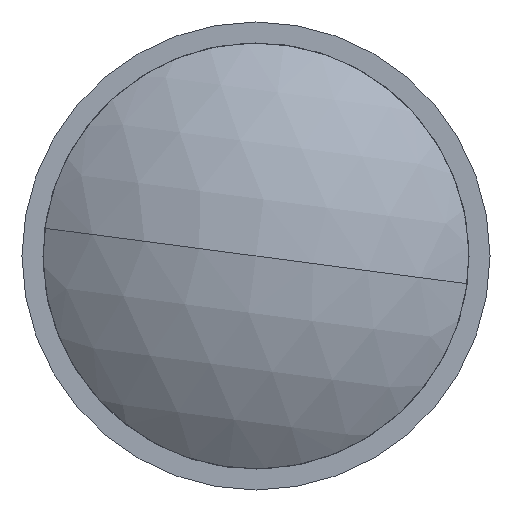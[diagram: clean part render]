
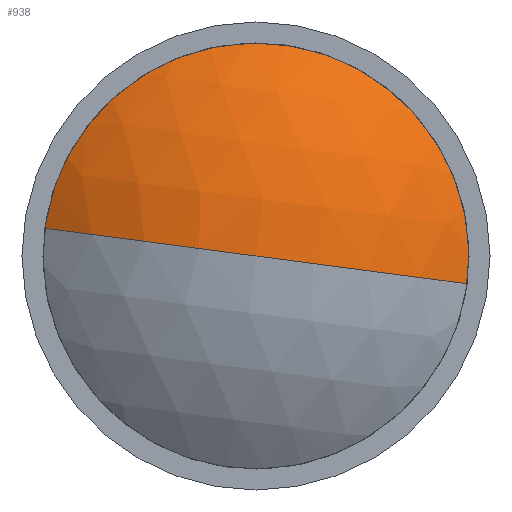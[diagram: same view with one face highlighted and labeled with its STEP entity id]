
A CAD part, left-side view. The second image highlights one B-rep face of the part: STEP entity #938.
In plain terms, the highlighted spherical face has radius 60.937 mm.
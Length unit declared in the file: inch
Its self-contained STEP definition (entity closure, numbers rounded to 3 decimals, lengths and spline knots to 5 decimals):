
#11 = VERTEX_POINT ( 'NONE', #16182 ) ;
#563 = EDGE_CURVE ( 'NONE', #7840, #5447, #21905, .T. ) ;
#938 = ADVANCED_FACE ( 'NONE', ( #24393 ), #18693, .T. ) ;
#1604 = CARTESIAN_POINT ( 'NONE',  ( -1.72625, -1.20825, -0.21238 ) ) ;
#1709 = CIRCLE ( 'NONE', #2153, 1.475 ) ;
#2089 = DIRECTION ( 'NONE',  ( 1., 0., 0. ) ) ;
#2153 = AXIS2_PLACEMENT_3D ( 'NONE', #8653, #2089, #12722 ) ;
#2445 = CARTESIAN_POINT ( 'NONE',  ( 0.16584, 0.25416, -0.02004 ) ) ;
#2478 = AXIS2_PLACEMENT_3D ( 'NONE', #16573, #25089, #23188 ) ;
#2872 = CARTESIAN_POINT ( 'NONE',  ( 0.16584, 0.25416, -0.02004 ) ) ;
#5096 = ORIENTED_EDGE ( 'NONE', *, *, #563, .T. ) ;
#5447 = VERTEX_POINT ( 'NONE', #1604 ) ;
#6690 = AXIS2_PLACEMENT_3D ( 'NONE', #2872, #11189, #13618 ) ;
#6785 = DIRECTION ( 'NONE',  ( 0., -0.991, -0.13 ) ) ;
#7840 = VERTEX_POINT ( 'NONE', #18137 ) ;
#8653 = CARTESIAN_POINT ( 'NONE',  ( -1.72625, 0.25416, -0.02004 ) ) ;
#9713 = EDGE_LOOP ( 'NONE', ( #12167, #5096, #22309, #12954 ) ) ;
#10226 = EDGE_CURVE ( 'NONE', #7840, #11, #26905, .T. ) ;
#11189 = DIRECTION ( 'NONE',  ( 0., -0.13, 0.991 ) ) ;
#12167 = ORIENTED_EDGE ( 'NONE', *, *, #10226, .F. ) ;
#12722 = DIRECTION ( 'NONE',  ( 0., 0.13, -0.991 ) ) ;
#12954 = ORIENTED_EDGE ( 'NONE', *, *, #19292, .F. ) ;
#13038 = AXIS2_PLACEMENT_3D ( 'NONE', #2445, #19503, #6785 ) ;
#13618 = DIRECTION ( 'NONE',  ( 0., 0.991, 0.13 ) ) ;
#14805 = DIRECTION ( 'NONE',  ( 1., 0., 0. ) ) ;
#16182 = CARTESIAN_POINT ( 'NONE',  ( -1.72625, 1.71657, 0.1723 ) ) ;
#16573 = CARTESIAN_POINT ( 'NONE',  ( 0.16584, 0.25416, -0.02004 ) ) ;
#16618 = DIRECTION ( 'NONE',  ( 0., 0.13, -0.991 ) ) ;
#17724 = CARTESIAN_POINT ( 'NONE',  ( -1.72625, 0.06182, 1.44237 ) ) ;
#18137 = CARTESIAN_POINT ( 'NONE',  ( -2.23325, 0.25416, -0.02004 ) ) ;
#18693 = SPHERICAL_SURFACE ( 'NONE', #6690, 2.39909 ) ;
#19292 = EDGE_CURVE ( 'NONE', #11, #22386, #1709, .T. ) ;
#19503 = DIRECTION ( 'NONE',  ( 0., -0.13, 0.991 ) ) ;
#19700 = AXIS2_PLACEMENT_3D ( 'NONE', #27632, #14805, #16618 ) ;
#21905 = CIRCLE ( 'NONE', #13038, 2.39909 ) ;
#21980 = EDGE_CURVE ( 'NONE', #22386, #5447, #26477, .T. ) ;
#22309 = ORIENTED_EDGE ( 'NONE', *, *, #21980, .F. ) ;
#22386 = VERTEX_POINT ( 'NONE', #17724 ) ;
#23188 = DIRECTION ( 'NONE',  ( 0., 0.991, 0.13 ) ) ;
#24393 = FACE_OUTER_BOUND ( 'NONE', #9713, .T. ) ;
#25089 = DIRECTION ( 'NONE',  ( 0., 0.13, -0.991 ) ) ;
#26477 = CIRCLE ( 'NONE', #19700, 1.475 ) ;
#26905 = CIRCLE ( 'NONE', #2478, 2.39909 ) ;
#27632 = CARTESIAN_POINT ( 'NONE',  ( -1.72625, 0.25416, -0.02004 ) ) ;
